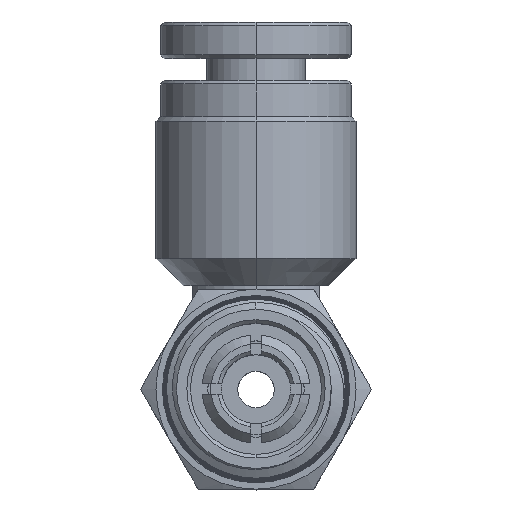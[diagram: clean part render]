
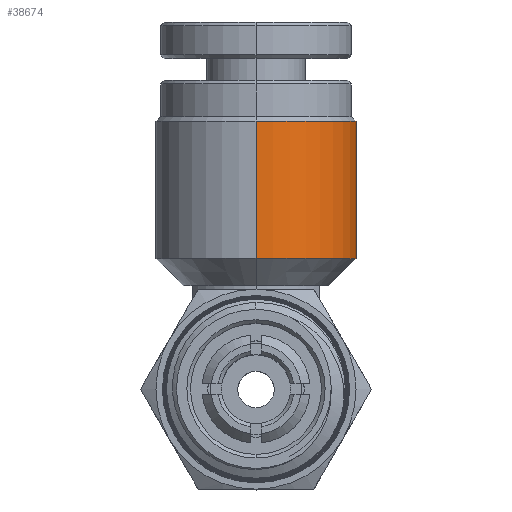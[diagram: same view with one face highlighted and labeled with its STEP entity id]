
A CAD part, top view. The second image highlights one B-rep face of the part: STEP entity #38674.
In plain terms, the highlighted cylindrical face has radius 5.5 mm (diameter 11 mm), a partial arc.
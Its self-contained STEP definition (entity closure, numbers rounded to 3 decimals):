
#287 = CARTESIAN_POINT ( 'NONE',  ( 0., 17., -5.7 ) ) ;
#1413 = AXIS2_PLACEMENT_3D ( 'NONE', #287, #21953, #34323 ) ;
#1467 = DIRECTION ( 'NONE',  ( 0., 0., 1. ) ) ;
#1911 = EDGE_CURVE ( 'NONE', #18559, #26906, #2587, .T. ) ;
#2587 = LINE ( 'NONE', #30805, #18982 ) ;
#4273 = DIRECTION ( 'NONE',  ( 0., 1., 0. ) ) ;
#8875 = CARTESIAN_POINT ( 'NONE',  ( 0., 14.75, -0.2 ) ) ;
#9284 = DIRECTION ( 'NONE',  ( 0., -1., 0. ) ) ;
#11088 = VECTOR ( 'NONE', #15680, 1000. ) ;
#11420 = CARTESIAN_POINT ( 'NONE',  ( 0., 7.2, -0.2 ) ) ;
#12069 = ORIENTED_EDGE ( 'NONE', *, *, #38863, .T. ) ;
#12634 = CARTESIAN_POINT ( 'NONE',  ( 0., 17., -11.2 ) ) ;
#12979 = CARTESIAN_POINT ( 'NONE',  ( 0., 7.2, -11.2 ) ) ;
#14613 = EDGE_CURVE ( 'NONE', #26731, #15070, #35574, .T. ) ;
#14890 = CYLINDRICAL_SURFACE ( 'NONE', #1413, 5.5 ) ;
#15070 = VERTEX_POINT ( 'NONE', #12979 ) ;
#15680 = DIRECTION ( 'NONE',  ( 0., -1., 0. ) ) ;
#18559 = VERTEX_POINT ( 'NONE', #8875 ) ;
#18982 = VECTOR ( 'NONE', #9284, 1000. ) ;
#19686 = CIRCLE ( 'NONE', #36489, 5.5 ) ;
#19939 = DIRECTION ( 'NONE',  ( 0., -1., 0. ) ) ;
#21094 = EDGE_CURVE ( 'NONE', #26906, #15070, #24908, .T. ) ;
#21953 = DIRECTION ( 'NONE',  ( 0., -1., 0. ) ) ;
#22709 = CARTESIAN_POINT ( 'NONE',  ( 0., 7.2, -5.7 ) ) ;
#24025 = ORIENTED_EDGE ( 'NONE', *, *, #1911, .T. ) ;
#24908 = CIRCLE ( 'NONE', #36390, 5.5 ) ;
#25820 = DIRECTION ( 'NONE',  ( 0., 0., 1. ) ) ;
#26731 = VERTEX_POINT ( 'NONE', #38155 ) ;
#26906 = VERTEX_POINT ( 'NONE', #11420 ) ;
#29837 = EDGE_LOOP ( 'NONE', ( #12069, #24025, #32237, #32662 ) ) ;
#30805 = CARTESIAN_POINT ( 'NONE',  ( 0., 17., -0.2 ) ) ;
#32237 = ORIENTED_EDGE ( 'NONE', *, *, #21094, .T. ) ;
#32662 = ORIENTED_EDGE ( 'NONE', *, *, #14613, .F. ) ;
#34139 = FACE_OUTER_BOUND ( 'NONE', #29837, .T. ) ;
#34323 = DIRECTION ( 'NONE',  ( 0., 0., -1. ) ) ;
#35574 = LINE ( 'NONE', #12634, #11088 ) ;
#36390 = AXIS2_PLACEMENT_3D ( 'NONE', #22709, #4273, #25820 ) ;
#36489 = AXIS2_PLACEMENT_3D ( 'NONE', #38357, #19939, #1467 ) ;
#38155 = CARTESIAN_POINT ( 'NONE',  ( 0., 14.75, -11.2 ) ) ;
#38357 = CARTESIAN_POINT ( 'NONE',  ( 0., 14.75, -5.7 ) ) ;
#38674 = ADVANCED_FACE ( 'NONE', ( #34139 ), #14890, .T. ) ;
#38863 = EDGE_CURVE ( 'NONE', #26731, #18559, #19686, .T. ) ;
